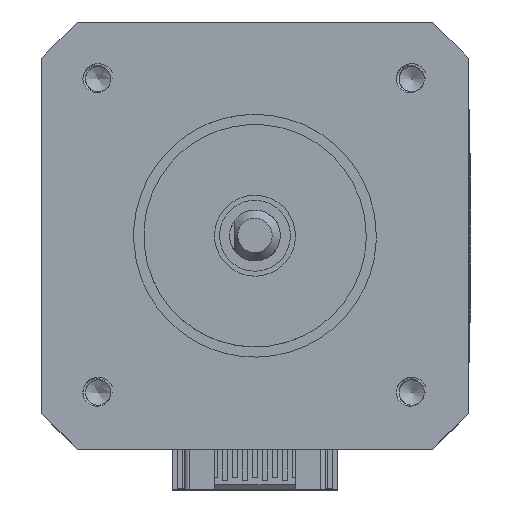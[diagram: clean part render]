
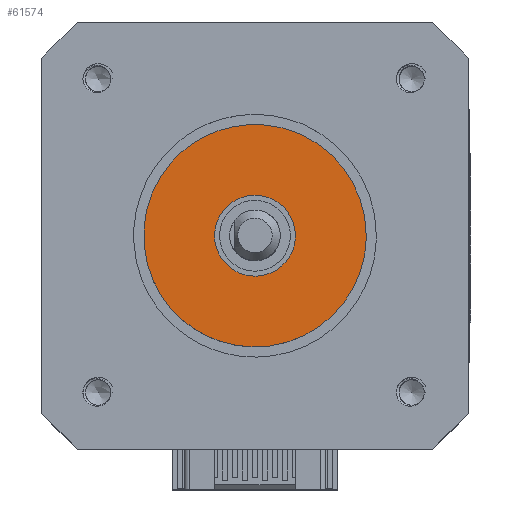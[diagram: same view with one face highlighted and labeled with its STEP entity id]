
A CAD part, top view. The second image highlights one B-rep face of the part: STEP entity #61574.
In plain terms, the highlighted free-form (B-spline) face has degree [1, 1] with [2, 2] control points.
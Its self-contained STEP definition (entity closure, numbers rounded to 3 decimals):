
#59738 = VERTEX_POINT('',#59739);
#59739 = CARTESIAN_POINT('',(14.359,0.,33.939));
#59744 = EDGE_CURVE('',#59738,#59738,#59745,.T.);
#59745 = ( BOUNDED_CURVE() B_SPLINE_CURVE(2,(#59746,#59747,#59748,#59749
    ,#59750,#59751,#59752),.UNSPECIFIED.,.T.,.F.) 
B_SPLINE_CURVE_WITH_KNOTS((1,2,2,2,2,1),(-2.094,0.,
    2.094,4.189,6.283,8.378),
.UNSPECIFIED.) CURVE() GEOMETRIC_REPRESENTATION_ITEM() 
RATIONAL_B_SPLINE_CURVE((1.,0.5,1.,0.5,1.,0.5,1.)) REPRESENTATION_ITEM(
  '') );
#59746 = CARTESIAN_POINT('',(14.359,0.,33.939));
#59747 = CARTESIAN_POINT('',(14.359,24.87,
    33.939));
#59748 = CARTESIAN_POINT('',(-7.179,12.435,
    33.939));
#59749 = CARTESIAN_POINT('',(-28.717,0.,
    33.939));
#59750 = CARTESIAN_POINT('',(-7.179,-12.435,
    33.939));
#59751 = CARTESIAN_POINT('',(14.359,-24.87,
    33.939));
#59752 = CARTESIAN_POINT('',(14.359,0.,33.939));
#61574 = ADVANCED_FACE('',(#61575,#61578),#61592,.T.);
#61575 = FACE_BOUND('',#61576,.T.);
#61576 = EDGE_LOOP('',(#61577));
#61577 = ORIENTED_EDGE('',*,*,#59744,.T.);
#61578 = FACE_BOUND('',#61579,.F.);
#61579 = EDGE_LOOP('',(#61580));
#61580 = ORIENTED_EDGE('',*,*,#61581,.T.);
#61581 = EDGE_CURVE('',#61582,#61582,#61584,.T.);
#61582 = VERTEX_POINT('',#61583);
#61583 = CARTESIAN_POINT('',(5.221,0.,33.939));
#61584 = ( BOUNDED_CURVE() B_SPLINE_CURVE(2,(#61585,#61586,#61587,#61588
    ,#61589,#61590,#61591),.UNSPECIFIED.,.T.,.F.) 
B_SPLINE_CURVE_WITH_KNOTS((1,2,2,2,2,1),(-2.094,0.,
    2.094,4.189,6.283,8.378),
.UNSPECIFIED.) CURVE() GEOMETRIC_REPRESENTATION_ITEM() 
RATIONAL_B_SPLINE_CURVE((1.,0.5,1.,0.5,1.,0.5,1.)) REPRESENTATION_ITEM(
  '') );
#61585 = CARTESIAN_POINT('',(5.221,0.,33.939));
#61586 = CARTESIAN_POINT('',(5.221,9.044,
    33.939));
#61587 = CARTESIAN_POINT('',(-2.611,4.522,
    33.939));
#61588 = CARTESIAN_POINT('',(-10.443,0.,
    33.939));
#61589 = CARTESIAN_POINT('',(-2.611,-4.522,
    33.939));
#61590 = CARTESIAN_POINT('',(5.221,-9.044,
    33.939));
#61591 = CARTESIAN_POINT('',(5.221,0.,33.939));
#61592 = B_SPLINE_SURFACE_WITH_KNOTS('',1,1,(
    (#61593,#61594)
    ,(#61595,#61596
    )),.UNSPECIFIED.,.F.,.F.,.F.,(2,2),(2,2),(-11.,11.),(-11.,11.),
  .PIECEWISE_BEZIER_KNOTS.);
#61593 = CARTESIAN_POINT('',(-14.359,-14.359,
    33.939));
#61594 = CARTESIAN_POINT('',(-14.359,14.359,
    33.939));
#61595 = CARTESIAN_POINT('',(14.359,-14.359,
    33.939));
#61596 = CARTESIAN_POINT('',(14.359,14.359,
    33.939));
